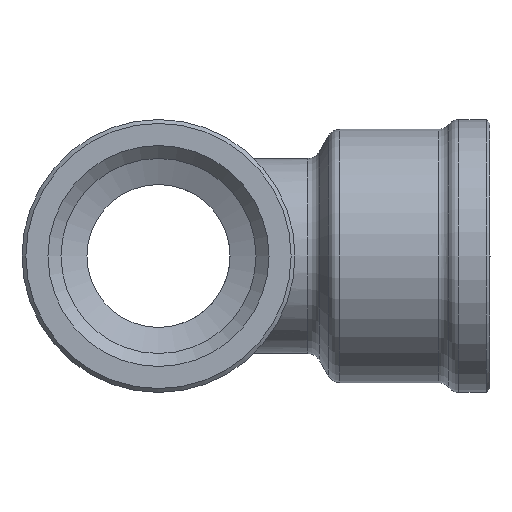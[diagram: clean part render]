
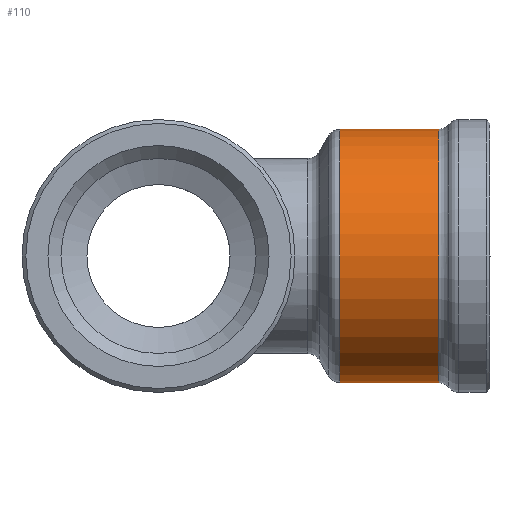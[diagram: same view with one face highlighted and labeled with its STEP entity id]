
A CAD part, left-side view. The second image highlights one B-rep face of the part: STEP entity #110.
In plain terms, the highlighted cylindrical face has radius 9.75 mm (diameter 19.5 mm), a full revolution.
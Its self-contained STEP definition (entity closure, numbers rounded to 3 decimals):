
#110 = ADVANCED_FACE( 'NONE', ( #287, #288 ), #289, .T. );
#287 = FACE_OUTER_BOUND( '', #761, .T. );
#288 = FACE_OUTER_BOUND( '', #762, .T. );
#289 = CYLINDRICAL_SURFACE( '', #763, 9.75 );
#761 = EDGE_LOOP( '', ( #1467 ) );
#762 = EDGE_LOOP( '', ( #1468 ) );
#763 = AXIS2_PLACEMENT_3D( '', #1469, #1470, #1471 );
#1467 = ORIENTED_EDGE( '', *, *, #2253, .F. );
#1468 = ORIENTED_EDGE( '', *, *, #2254, .T. );
#1469 = CARTESIAN_POINT( '', ( 0., 13.299, 0. ) );
#1470 = DIRECTION( '', ( 0., -1., 0. ) );
#1471 = DIRECTION( '', ( 0., 0., 1. ) );
#2253 = EDGE_CURVE( 'NONE', #2635, #2635, #2636, .T. );
#2254 = EDGE_CURVE( 'NONE', #2637, #2637, #2638, .T. );
#2635 = VERTEX_POINT( '', #3383 );
#2636 = CIRCLE( '', #3384, 9.75 );
#2637 = VERTEX_POINT( '', #3385 );
#2638 = CIRCLE( '', #3386, 9.75 );
#3383 = CARTESIAN_POINT( '', ( 0., -13.954, 9.75 ) );
#3384 = AXIS2_PLACEMENT_3D( '', #3986, #3987, #3988 );
#3385 = CARTESIAN_POINT( '', ( -9.75, -21.549, 0. ) );
#3386 = AXIS2_PLACEMENT_3D( '', #3989, #3990, #3991 );
#3986 = CARTESIAN_POINT( '', ( 0., -13.954, 0. ) );
#3987 = DIRECTION( '', ( 0., 1., 0. ) );
#3988 = DIRECTION( '', ( 0., 0., 1. ) );
#3989 = CARTESIAN_POINT( '', ( 0., -21.549, 0. ) );
#3990 = DIRECTION( '', ( 0., 1., 0. ) );
#3991 = DIRECTION( '', ( -1., 0., 0. ) );
